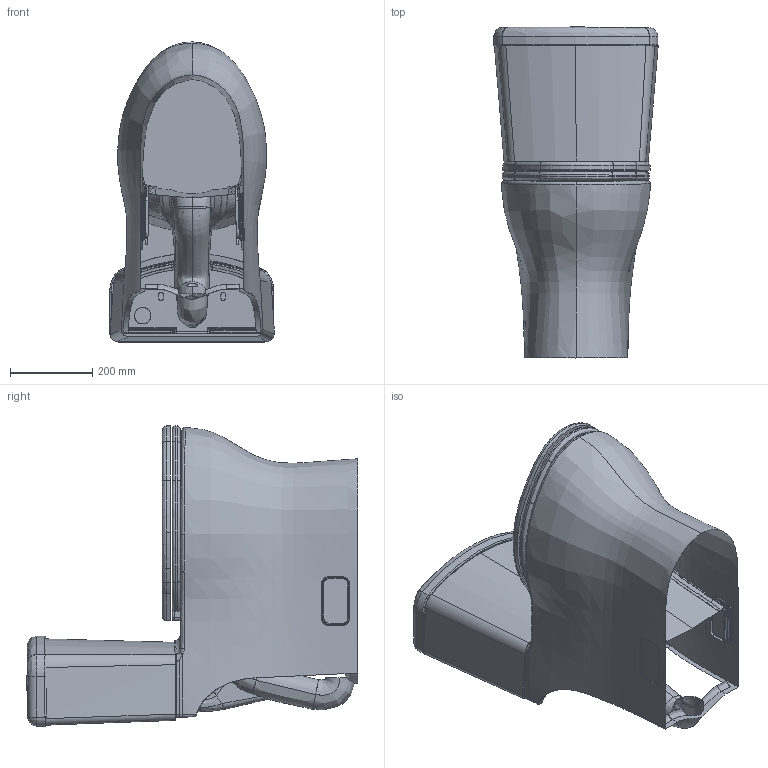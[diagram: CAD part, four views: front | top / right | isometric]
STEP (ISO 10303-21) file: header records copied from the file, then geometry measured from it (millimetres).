
FILE_DESCRIPTION (( 'STEP AP203' ), '1' );
FILE_NAME ('Stealth_SF_EB_N7747EB&N7747T.STEP', '2016-08-26T20:26:56', ( '' ), ( '' ), 'SwSTEP 2.0', 'SolidWorks 2015', '' );
FILE_SCHEMA (( 'CONFIG_CONTROL_DESIGN' ));
Length unit declared in the file: inch
Products named in the file (395): N072; N050; N133; N111; N197; N211; N127; N293; N342; N353; N051; N155; N033; N334; N139; N316; N239; N065; N161; N030; N163; N232; N361; N205; N321; N041; N216; N339; N366; N307; N375; N257; N347; N277; N038; N142; N318; N149; N053; N365 ...
Assembly tree (394 placements, depth 2):
  Stealth_SF_EB_N7747EB&N7747T
    N162
    N161
    N163
    N160
    N159
    N158
    N157
    N156
    N153
    N152
    N138
    N151
    N150
    N149
    N144
    N154
    N148
    N147
    N146
    N155
    N145
    N142
    N141
    N139
    N143
    N140
    N262
    N263
    N261
    N260
    N164
    N259
    N249
    N258
    N257
    N256
    N255
    N254
    N253
    N252
    N251
    N250
    N248
    N247
    N246
    N165
    N245
    N238
    N244
    N243
    N242
    N241
    N240
    N239
    N237
    N236
    N235
    N234
    N233
Bounding box: 399.25 x 806.06 x 728.85 mm (x, y, z)
Volume: 28551908.4 mm3; surface area: 2311351.1 mm2
Topology: 9 solids, 394 shells, 700 faces, 7471 edges, 7170 vertices
Faces by surface type: bspline 471, cylinder 132, plane 91, cone 6
Entity records: 155052 total; most frequent: CARTESIAN_POINT 75147, ORIENTED_EDGE 8179, EDGE_CURVE 7465, VERTEX_POINT 7170, B_SPLINE_CURVE_WITH_KNOTS 6714, PERSON_AND_ORGANIZATION 3554, LOCAL_TIME 2763, CALENDAR_DATE 2763
